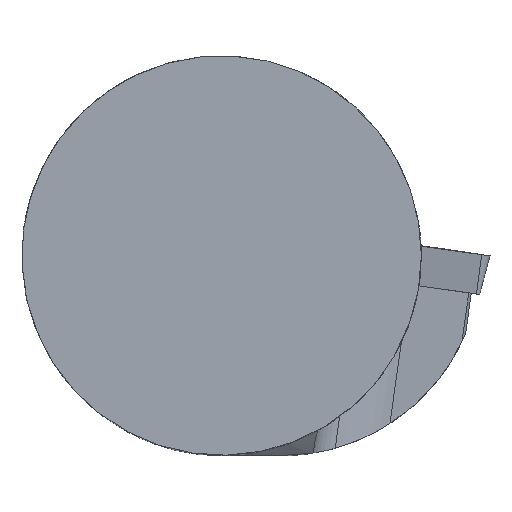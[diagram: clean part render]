
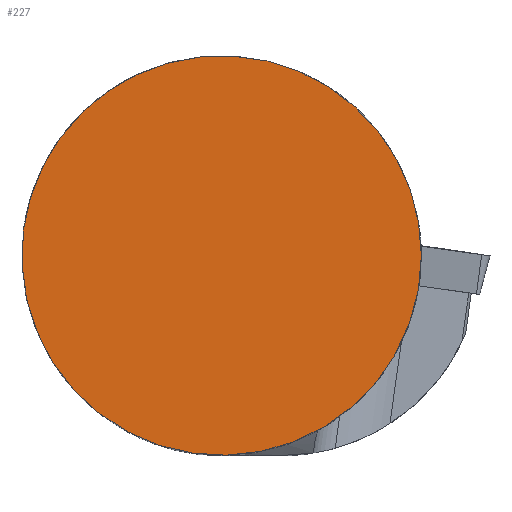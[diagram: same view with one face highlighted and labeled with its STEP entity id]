
A CAD part, top view. The second image highlights one B-rep face of the part: STEP entity #227.
In plain terms, the highlighted planar face has unit normal (0, 0, 1).
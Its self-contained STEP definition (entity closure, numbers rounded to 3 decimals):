
#168=PLANE('',#1531);
#227=ADVANCED_FACE('',(#324),#168,.T.);
#324=FACE_OUTER_BOUND('',#387,.T.);
#387=EDGE_LOOP('',(#784));
#487=CIRCLE('',#1459,20.);
#784=ORIENTED_EDGE('',*,*,#1064,.F.);
#937=VERTEX_POINT('',#2192);
#1064=EDGE_CURVE('',#937,#937,#487,.T.);
#1459=AXIS2_PLACEMENT_3D('',#2191,#1658,#1659);
#1531=AXIS2_PLACEMENT_3D('',#2457,#1843,#1844);
#1658=DIRECTION('',(0.,0.,-1.));
#1659=DIRECTION('',(1.,0.,0.));
#1843=DIRECTION('',(0.,0.,1.));
#1844=DIRECTION('',(1.,0.,0.));
#2191=CARTESIAN_POINT('',(0.,0.,0.));
#2192=CARTESIAN_POINT('',(20.,0.,0.));
#2457=CARTESIAN_POINT('',(0.,0.,0.));
